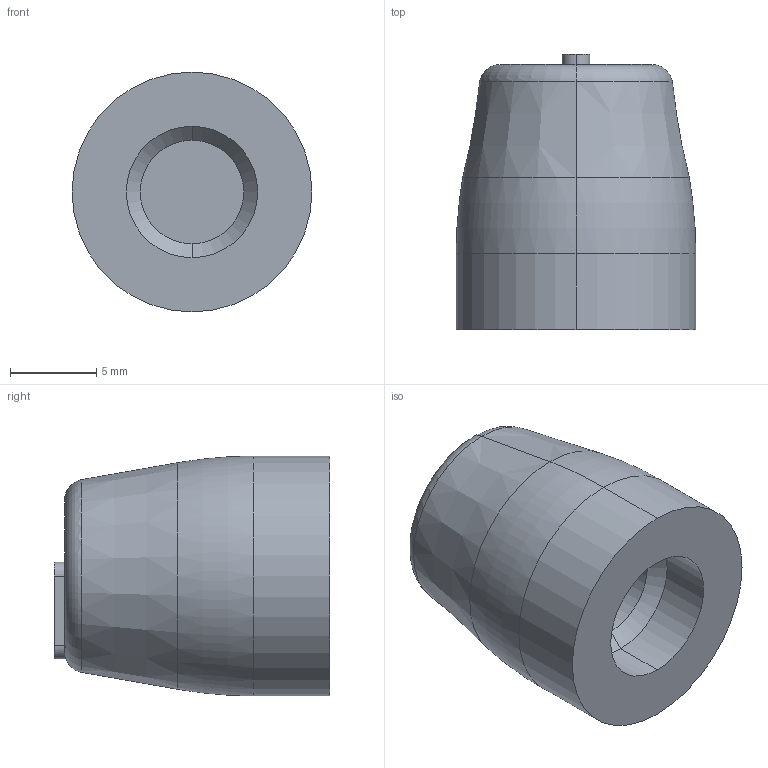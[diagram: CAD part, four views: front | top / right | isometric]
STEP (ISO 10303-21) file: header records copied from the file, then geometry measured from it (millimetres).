
FILE_DESCRIPTION (( 'STEP AP214' ), '1' );
FILE_NAME ('pmstr 003 knob.STEP', '2025-11-19T01:17:14', ( '' ), ( '' ), 'SwSTEP 2.0', 'SolidWorks 2024', '' );
FILE_SCHEMA (( 'AUTOMOTIVE_DESIGN' ));
Length unit declared in the file: inch
Products named in the file (1): pmstr 003 knob
Bounding box: 13.91 x 15.97 x 13.91 mm (x, y, z)
Volume: 1635.5 mm3; surface area: 1138.4 mm2
Topology: 1 solids, 1 shells, 27 faces, 58 edges, 34 vertices
Faces by surface type: cylinder 11, plane 6, cone 6, torus 4
Entity records: 766 total; most frequent: DIRECTION 145, CARTESIAN_POINT 130, ORIENTED_EDGE 116, AXIS2_PLACEMENT_3D 61, EDGE_CURVE 58, VERTEX_POINT 34, CIRCLE 33, EDGE_LOOP 28
